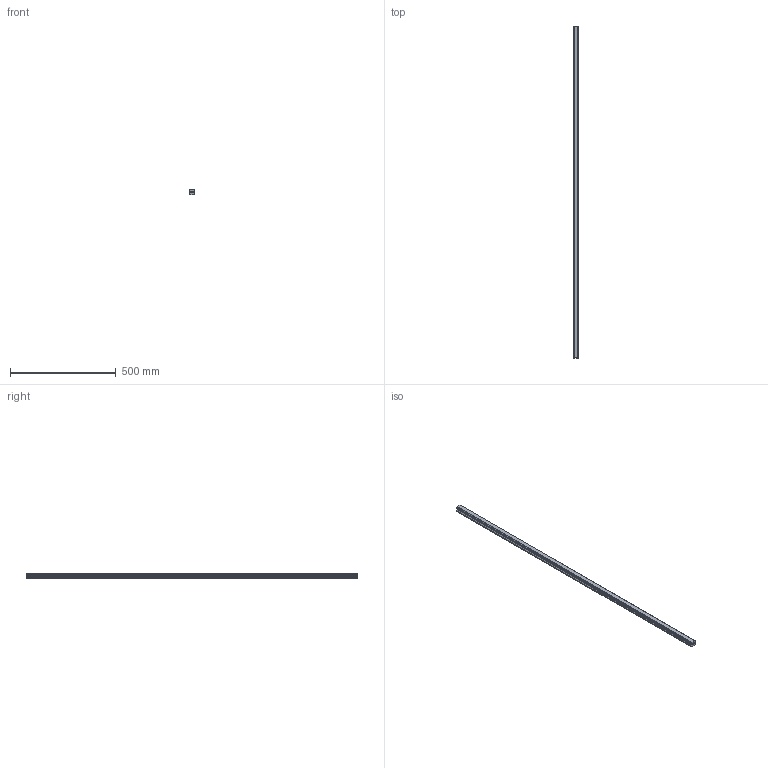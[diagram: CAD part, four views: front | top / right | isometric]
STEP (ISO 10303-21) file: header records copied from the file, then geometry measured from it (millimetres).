
FILE_DESCRIPTION(('STEP AP214'),'1');
FILE_NAME('cctmp_ADC03682-B835-455B-8782-B37EC3E27088_2021_01_26_13_52_53_0505..stp','2021-01-26T12:52:53',('HIWIN GmbH'),('CADClick - www.CADClick.com'),'Spatial InterOp 3D',' ','unknown authorization');
FILE_SCHEMA(('AUTOMOTIVE_DESIGN'));
Length unit declared in the file: millimetre
Products named in the file (1): HGR30T1570C_FILE
Bounding box: 28 x 1570 x 26 mm (x, y, z)
Volume: 952200.9 mm3; surface area: 181319.8 mm2
Topology: 1 solids, 1 shells, 195 faces, 527 edges, 318 vertices
Faces by surface type: plane 93, cylinder 62, cone 40
Entity records: 7369 total; most frequent: DIRECTION 1003, CARTESIAN_POINT 1001, ORIENTED_EDGE 974, EDGE_CURVE 487, LINE 363, VECTOR 363, AXIS2_PLACEMENT_3D 320, VERTEX_POINT 318
